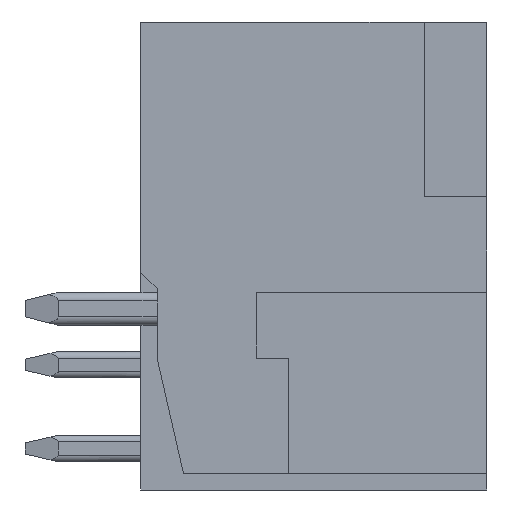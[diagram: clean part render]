
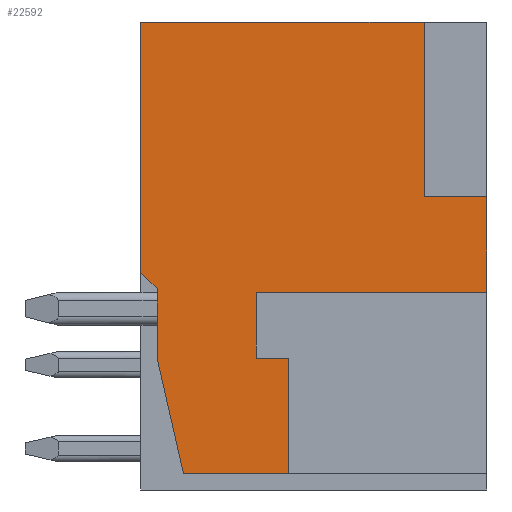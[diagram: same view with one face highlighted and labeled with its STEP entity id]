
A CAD part, front view. The second image highlights one B-rep face of the part: STEP entity #22592.
In plain terms, the highlighted planar face has unit normal (0, -1, 0).
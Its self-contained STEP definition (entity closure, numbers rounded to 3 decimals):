
#117=DIRECTION('',(1.,0.,0.));
#118=VECTOR('',#117,7.);
#119=CARTESIAN_POINT('',(-1.75,-45.69,-1.1));
#120=LINE('',#119,#118);
#578=DIRECTION('',(0.223,0.,-0.975));
#579=VECTOR('',#578,3.59);
#580=CARTESIAN_POINT('',(-4.75,-45.69,-3.1));
#581=LINE('',#580,#579);
#582=DIRECTION('',(0.,0.,1.));
#583=VECTOR('',#582,2.1);
#584=CARTESIAN_POINT('',(-4.75,-45.69,-3.1));
#585=LINE('',#584,#583);
#586=DIRECTION('',(0.707,0.,-0.707));
#587=VECTOR('',#586,0.707);
#588=CARTESIAN_POINT('',(-5.25,-45.69,-0.5));
#589=LINE('',#588,#587);
#590=DIRECTION('',(0.,0.,-1.));
#591=VECTOR('',#590,7.6);
#592=CARTESIAN_POINT('',(-5.25,-45.69,7.1));
#593=LINE('',#592,#591);
#594=DIRECTION('',(-1.,0.,0.));
#595=VECTOR('',#594,8.6);
#596=CARTESIAN_POINT('',(3.35,-45.69,7.1));
#597=LINE('',#596,#595);
#598=DIRECTION('',(0.,0.,-1.));
#599=VECTOR('',#598,5.3);
#600=CARTESIAN_POINT('',(3.35,-45.69,7.1));
#601=LINE('',#600,#599);
#602=DIRECTION('',(-1.,0.,0.));
#603=VECTOR('',#602,1.9);
#604=CARTESIAN_POINT('',(5.25,-45.69,1.8));
#605=LINE('',#604,#603);
#606=DIRECTION('',(0.,0.,1.));
#607=VECTOR('',#606,2.9);
#608=CARTESIAN_POINT('',(5.25,-45.69,-1.1));
#609=LINE('',#608,#607);
#610=DIRECTION('',(0.,0.,-1.));
#611=VECTOR('',#610,2.);
#612=CARTESIAN_POINT('',(-1.75,-45.69,-1.1));
#613=LINE('',#612,#611);
#614=DIRECTION('',(1.,0.,0.));
#615=VECTOR('',#614,1.);
#616=CARTESIAN_POINT('',(-1.75,-45.69,-3.1));
#617=LINE('',#616,#615);
#618=DIRECTION('',(0.,0.,1.));
#619=VECTOR('',#618,3.5);
#620=CARTESIAN_POINT('',(-0.75,-45.69,-6.6));
#621=LINE('',#620,#619);
#622=DIRECTION('',(1.,0.,0.));
#623=VECTOR('',#622,3.2);
#624=CARTESIAN_POINT('',(-3.95,-45.69,-6.6));
#625=LINE('',#624,#623);
#17419=CARTESIAN_POINT('',(-5.25,-45.69,7.1));
#17421=VERTEX_POINT('',#17419);
#17449=CARTESIAN_POINT('',(3.35,-45.69,7.1));
#17450=VERTEX_POINT('',#17449);
#17451=CARTESIAN_POINT('',(5.25,-45.69,1.8));
#17453=VERTEX_POINT('',#17451);
#17461=CARTESIAN_POINT('',(3.35,-45.69,1.8));
#17462=VERTEX_POINT('',#17461);
#17501=CARTESIAN_POINT('',(5.25,-45.69,-1.1));
#17502=VERTEX_POINT('',#17501);
#17507=CARTESIAN_POINT('',(-1.75,-45.69,-3.1));
#17508=CARTESIAN_POINT('',(-0.75,-45.69,-3.1));
#17509=VERTEX_POINT('',#17507);
#17510=VERTEX_POINT('',#17508);
#17513=CARTESIAN_POINT('',(-0.75,-45.69,-6.6));
#17514=VERTEX_POINT('',#17513);
#17515=CARTESIAN_POINT('',(-1.75,-45.69,-1.1));
#17516=VERTEX_POINT('',#17515);
#17519=CARTESIAN_POINT('',(-5.25,-45.69,-0.5));
#17520=CARTESIAN_POINT('',(-4.75,-45.69,-1.));
#17521=VERTEX_POINT('',#17519);
#17522=VERTEX_POINT('',#17520);
#17535=CARTESIAN_POINT('',(-4.75,-45.69,-3.1));
#17536=CARTESIAN_POINT('',(-3.95,-45.69,-6.6));
#17537=VERTEX_POINT('',#17535);
#17538=VERTEX_POINT('',#17536);
#22564=CARTESIAN_POINT('',(0.,-45.69,0.));
#22565=DIRECTION('',(0.,-1.,0.));
#22566=DIRECTION('',(1.,0.,0.));
#22567=AXIS2_PLACEMENT_3D('',#22564,#22565,#22566);
#22568=PLANE('',#22567);
#22569=ORIENTED_EDGE('',*,*,#22555,.F.);
#22570=ORIENTED_EDGE('',*,*,#22495,.T.);
#22572=ORIENTED_EDGE('',*,*,#22571,.F.);
#22574=ORIENTED_EDGE('',*,*,#22573,.F.);
#22576=ORIENTED_EDGE('',*,*,#22575,.F.);
#22578=ORIENTED_EDGE('',*,*,#22577,.T.);
#22580=ORIENTED_EDGE('',*,*,#22579,.F.);
#22582=ORIENTED_EDGE('',*,*,#22581,.F.);
#22583=ORIENTED_EDGE('',*,*,#21996,.F.);
#22584=ORIENTED_EDGE('',*,*,#22054,.T.);
#22586=ORIENTED_EDGE('',*,*,#22585,.T.);
#22588=ORIENTED_EDGE('',*,*,#22587,.F.);
#22589=ORIENTED_EDGE('',*,*,#22177,.F.);
#22590=EDGE_LOOP('',(#22569,#22570,#22572,#22574,#22576,#22578,#22580,#22582,
#22583,#22584,#22586,#22588,#22589));
#22591=FACE_OUTER_BOUND('',#22590,.F.);
#22592=ADVANCED_FACE('',(#22591),#22568,.T.);
#21996=EDGE_CURVE('',#17516,#17502,#120,.T.);
#22054=EDGE_CURVE('',#17516,#17509,#613,.T.);
#22177=EDGE_CURVE('',#17538,#17514,#625,.T.);
#22495=EDGE_CURVE('',#17537,#17522,#585,.T.);
#22555=EDGE_CURVE('',#17537,#17538,#581,.T.);
#22571=EDGE_CURVE('',#17521,#17522,#589,.T.);
#22573=EDGE_CURVE('',#17421,#17521,#593,.T.);
#22575=EDGE_CURVE('',#17450,#17421,#597,.T.);
#22577=EDGE_CURVE('',#17450,#17462,#601,.T.);
#22579=EDGE_CURVE('',#17453,#17462,#605,.T.);
#22581=EDGE_CURVE('',#17502,#17453,#609,.T.);
#22585=EDGE_CURVE('',#17509,#17510,#617,.T.);
#22587=EDGE_CURVE('',#17514,#17510,#621,.T.);
